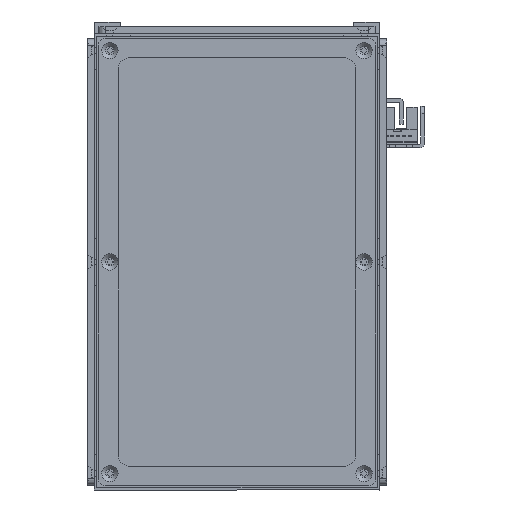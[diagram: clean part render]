
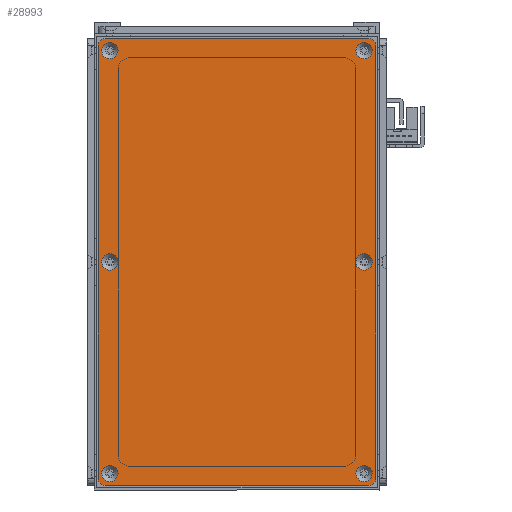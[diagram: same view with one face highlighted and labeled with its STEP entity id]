
A CAD part, front view. The second image highlights one B-rep face of the part: STEP entity #28993.
In plain terms, the highlighted planar face has unit normal (0, -1, 0).
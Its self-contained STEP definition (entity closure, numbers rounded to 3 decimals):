
#1193=FACE_BOUND('',#6026,.T.);
#1194=FACE_BOUND('',#6027,.T.);
#1195=FACE_BOUND('',#6028,.T.);
#1196=FACE_BOUND('',#6029,.T.);
#1197=FACE_BOUND('',#6030,.T.);
#1198=FACE_BOUND('',#6031,.T.);
#1835=PLANE('',#32024);
#4195=FACE_OUTER_BOUND('',#6025,.T.);
#6025=EDGE_LOOP('',(#26838,#26839,#26840,#26841,#26842,#26843,#26844,#26845));
#6026=EDGE_LOOP('',(#26846));
#6027=EDGE_LOOP('',(#26847));
#6028=EDGE_LOOP('',(#26848));
#6029=EDGE_LOOP('',(#26849));
#6030=EDGE_LOOP('',(#26850));
#6031=EDGE_LOOP('',(#26851));
#8439=LINE('',#51740,#10860);
#8440=LINE('',#51744,#10861);
#8441=LINE('',#51748,#10862);
#8442=LINE('',#51751,#10863);
#10860=VECTOR('',#39684,10.);
#10861=VECTOR('',#39687,10.);
#10862=VECTOR('',#39690,10.);
#10863=VECTOR('',#39693,10.);
#12247=CIRCLE('',#31992,3.45);
#12250=CIRCLE('',#31997,3.45);
#12253=CIRCLE('',#32002,3.45);
#12256=CIRCLE('',#32007,3.45);
#12259=CIRCLE('',#32012,3.45);
#12262=CIRCLE('',#32017,3.45);
#12265=CIRCLE('',#32022,3.);
#12267=CIRCLE('',#32025,3.);
#12268=CIRCLE('',#32026,3.);
#12269=CIRCLE('',#32027,3.);
#14959=VERTEX_POINT('',#51670);
#14962=VERTEX_POINT('',#51680);
#14965=VERTEX_POINT('',#51690);
#14968=VERTEX_POINT('',#51700);
#14971=VERTEX_POINT('',#51710);
#14974=VERTEX_POINT('',#51720);
#14977=VERTEX_POINT('',#51730);
#14978=VERTEX_POINT('',#51731);
#14981=VERTEX_POINT('',#51739);
#14982=VERTEX_POINT('',#51741);
#14983=VERTEX_POINT('',#51743);
#14984=VERTEX_POINT('',#51745);
#14985=VERTEX_POINT('',#51747);
#14986=VERTEX_POINT('',#51749);
#18943=EDGE_CURVE('',#14959,#14959,#12247,.T.);
#18948=EDGE_CURVE('',#14962,#14962,#12250,.T.);
#18953=EDGE_CURVE('',#14965,#14965,#12253,.T.);
#18958=EDGE_CURVE('',#14968,#14968,#12256,.T.);
#18963=EDGE_CURVE('',#14971,#14971,#12259,.T.);
#18968=EDGE_CURVE('',#14974,#14974,#12262,.T.);
#18973=EDGE_CURVE('',#14977,#14978,#12265,.T.);
#18977=EDGE_CURVE('',#14977,#14981,#8439,.T.);
#18978=EDGE_CURVE('',#14982,#14981,#12267,.T.);
#18979=EDGE_CURVE('',#14982,#14983,#8440,.T.);
#18980=EDGE_CURVE('',#14984,#14983,#12268,.T.);
#18981=EDGE_CURVE('',#14984,#14985,#8441,.T.);
#18982=EDGE_CURVE('',#14986,#14985,#12269,.T.);
#18983=EDGE_CURVE('',#14986,#14978,#8442,.T.);
#26838=ORIENTED_EDGE('',*,*,#18973,.F.);
#26839=ORIENTED_EDGE('',*,*,#18977,.T.);
#26840=ORIENTED_EDGE('',*,*,#18978,.F.);
#26841=ORIENTED_EDGE('',*,*,#18979,.T.);
#26842=ORIENTED_EDGE('',*,*,#18980,.F.);
#26843=ORIENTED_EDGE('',*,*,#18981,.T.);
#26844=ORIENTED_EDGE('',*,*,#18982,.F.);
#26845=ORIENTED_EDGE('',*,*,#18983,.T.);
#26846=ORIENTED_EDGE('',*,*,#18943,.T.);
#26847=ORIENTED_EDGE('',*,*,#18948,.T.);
#26848=ORIENTED_EDGE('',*,*,#18953,.T.);
#26849=ORIENTED_EDGE('',*,*,#18958,.T.);
#26850=ORIENTED_EDGE('',*,*,#18963,.T.);
#26851=ORIENTED_EDGE('',*,*,#18968,.T.);
#28993=ADVANCED_FACE('',(#4195,#1193,#1194,#1195,#1196,#1197,#1198),#1835,
 .T.);
#31992=AXIS2_PLACEMENT_3D('',#51671,#39604,#39605);
#31997=AXIS2_PLACEMENT_3D('',#51681,#39616,#39617);
#32002=AXIS2_PLACEMENT_3D('',#51691,#39628,#39629);
#32007=AXIS2_PLACEMENT_3D('',#51701,#39640,#39641);
#32012=AXIS2_PLACEMENT_3D('',#51711,#39652,#39653);
#32017=AXIS2_PLACEMENT_3D('',#51721,#39664,#39665);
#32022=AXIS2_PLACEMENT_3D('',#51732,#39676,#39677);
#32024=AXIS2_PLACEMENT_3D('',#51738,#39682,#39683);
#32025=AXIS2_PLACEMENT_3D('',#51742,#39685,#39686);
#32026=AXIS2_PLACEMENT_3D('',#51746,#39688,#39689);
#32027=AXIS2_PLACEMENT_3D('',#51750,#39691,#39692);
#39604=DIRECTION('center_axis',(0.,1.,0.));
#39605=DIRECTION('ref_axis',(1.,0.,0.));
#39616=DIRECTION('center_axis',(0.,1.,0.));
#39617=DIRECTION('ref_axis',(1.,0.,0.));
#39628=DIRECTION('center_axis',(0.,1.,0.));
#39629=DIRECTION('ref_axis',(1.,0.,0.));
#39640=DIRECTION('center_axis',(0.,1.,0.));
#39641=DIRECTION('ref_axis',(1.,0.,0.));
#39652=DIRECTION('center_axis',(0.,1.,0.));
#39653=DIRECTION('ref_axis',(1.,0.,0.));
#39664=DIRECTION('center_axis',(0.,1.,0.));
#39665=DIRECTION('ref_axis',(1.,0.,0.));
#39676=DIRECTION('center_axis',(0.,1.,0.));
#39677=DIRECTION('ref_axis',(-0.707,0.,0.707));
#39682=DIRECTION('center_axis',(0.,-1.,0.));
#39683=DIRECTION('ref_axis',(0.,0.,-1.));
#39684=DIRECTION('',(0.,0.,-1.));
#39685=DIRECTION('center_axis',(0.,1.,0.));
#39686=DIRECTION('ref_axis',(-0.707,0.,-0.707));
#39687=DIRECTION('',(1.,0.,0.));
#39688=DIRECTION('center_axis',(0.,1.,0.));
#39689=DIRECTION('ref_axis',(0.707,0.,-0.707));
#39690=DIRECTION('',(0.,0.,1.));
#39691=DIRECTION('center_axis',(0.,1.,0.));
#39692=DIRECTION('ref_axis',(0.707,0.,0.707));
#39693=DIRECTION('',(-1.,0.,0.));
#51670=CARTESIAN_POINT('',(85.55,-1.5,53.5));
#51671=CARTESIAN_POINT('Origin',(89.,-1.5,53.5));
#51680=CARTESIAN_POINT('',(-3.45,-1.5,-53.5));
#51681=CARTESIAN_POINT('Origin',(0.,-1.5,-53.5));
#51690=CARTESIAN_POINT('',(-92.45,-1.5,53.5));
#51691=CARTESIAN_POINT('Origin',(-89.,-1.5,53.5));
#51700=CARTESIAN_POINT('',(-92.45,-1.5,-53.5));
#51701=CARTESIAN_POINT('Origin',(-89.,-1.5,-53.5));
#51710=CARTESIAN_POINT('',(-3.45,-1.5,53.5));
#51711=CARTESIAN_POINT('Origin',(0.,-1.5,53.5));
#51720=CARTESIAN_POINT('',(85.55,-1.5,-53.5));
#51721=CARTESIAN_POINT('Origin',(89.,-1.5,-53.5));
#51730=CARTESIAN_POINT('',(-94.,-1.5,55.5));
#51731=CARTESIAN_POINT('',(-91.,-1.5,58.5));
#51732=CARTESIAN_POINT('Origin',(-91.,-1.5,55.5));
#51738=CARTESIAN_POINT('Origin',(0.,-1.5,0.));
#51739=CARTESIAN_POINT('',(-94.,-1.5,-55.5));
#51740=CARTESIAN_POINT('',(-94.,-1.5,58.5));
#51741=CARTESIAN_POINT('',(-91.,-1.5,-58.5));
#51742=CARTESIAN_POINT('Origin',(-91.,-1.5,-55.5));
#51743=CARTESIAN_POINT('',(91.,-1.5,-58.5));
#51744=CARTESIAN_POINT('',(-94.,-1.5,-58.5));
#51745=CARTESIAN_POINT('',(94.,-1.5,-55.5));
#51746=CARTESIAN_POINT('Origin',(91.,-1.5,-55.5));
#51747=CARTESIAN_POINT('',(94.,-1.5,55.5));
#51748=CARTESIAN_POINT('',(94.,-1.5,-58.5));
#51749=CARTESIAN_POINT('',(91.,-1.5,58.5));
#51750=CARTESIAN_POINT('Origin',(91.,-1.5,55.5));
#51751=CARTESIAN_POINT('',(94.,-1.5,58.5));
